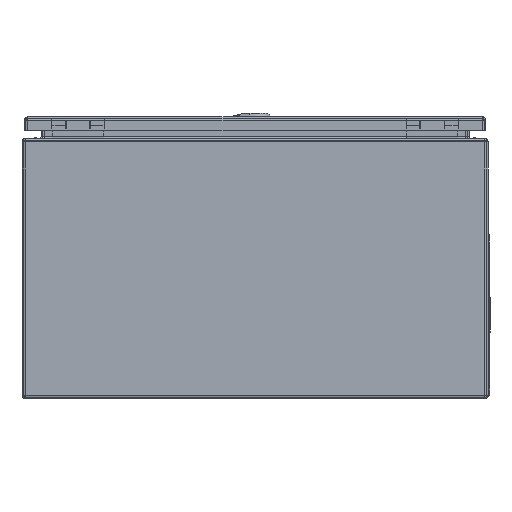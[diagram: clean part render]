
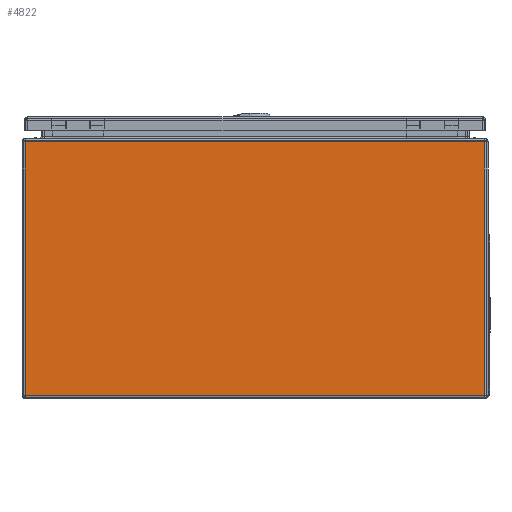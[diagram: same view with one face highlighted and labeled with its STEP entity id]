
A CAD part, left-side view. The second image highlights one B-rep face of the part: STEP entity #4822.
In plain terms, the highlighted planar face has unit normal (-1, 0, 0).
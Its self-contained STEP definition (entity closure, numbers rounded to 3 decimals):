
#4822=ADVANCED_FACE('',(#6348),#5877,.T.);
#5877=PLANE('',#21030);
#6348=FACE_OUTER_BOUND('',#7253,.T.);
#7253=EDGE_LOOP('',(#8849,#8850,#8851,#8852));
#8849=ORIENTED_EDGE('',*,*,#15806,.T.);
#8850=ORIENTED_EDGE('',*,*,#15807,.T.);
#8851=ORIENTED_EDGE('',*,*,#15808,.T.);
#8852=ORIENTED_EDGE('',*,*,#15809,.T.);
#14039=VERTEX_POINT('',#28517);
#14040=VERTEX_POINT('',#28518);
#14041=VERTEX_POINT('',#28520);
#14042=VERTEX_POINT('',#28522);
#15806=EDGE_CURVE('',#14039,#14040,#18364,.T.);
#15807=EDGE_CURVE('',#14040,#14041,#18365,.T.);
#15808=EDGE_CURVE('',#14041,#14042,#18366,.T.);
#15809=EDGE_CURVE('',#14042,#14039,#18367,.T.);
#18364=LINE('',#28516,#19702);
#18365=LINE('',#28519,#19703);
#18366=LINE('',#28521,#19704);
#18367=LINE('',#28523,#19705);
#19702=VECTOR('',#23177,1.);
#19703=VECTOR('',#23178,1.);
#19704=VECTOR('',#23179,1.);
#19705=VECTOR('',#23180,1.);
#21030=AXIS2_PLACEMENT_3D('',#28524,#23181,#23182);
#23177=DIRECTION('',(0.,1.,0.));
#23178=DIRECTION('',(0.,0.,-1.));
#23179=DIRECTION('',(0.,-1.,0.));
#23180=DIRECTION('',(0.,0.,1.));
#23181=DIRECTION('',(-1.,0.,0.));
#23182=DIRECTION('',(0.,0.,1.));
#28516=CARTESIAN_POINT('',(-500.,250.,275.5));
#28517=CARTESIAN_POINT('',(-500.,-246.5,275.5));
#28518=CARTESIAN_POINT('',(-500.,246.5,275.5));
#28519=CARTESIAN_POINT('',(-500.,246.5,279.));
#28520=CARTESIAN_POINT('',(-500.,246.5,3.5));
#28521=CARTESIAN_POINT('',(-500.,-250.,3.5));
#28522=CARTESIAN_POINT('',(-500.,-246.5,3.5));
#28523=CARTESIAN_POINT('',(-500.,-246.5,279.));
#28524=CARTESIAN_POINT('',(-500.,-250.,279.));
